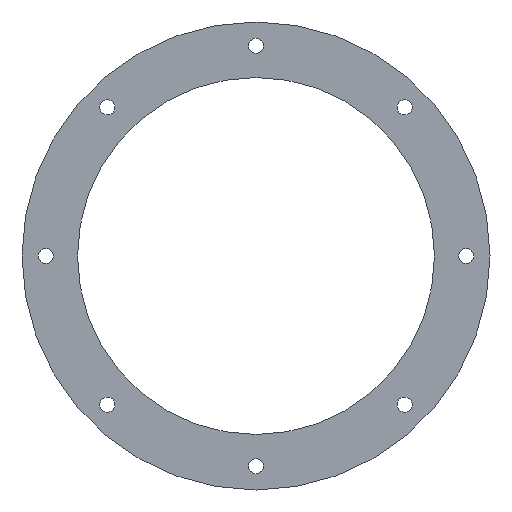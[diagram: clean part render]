
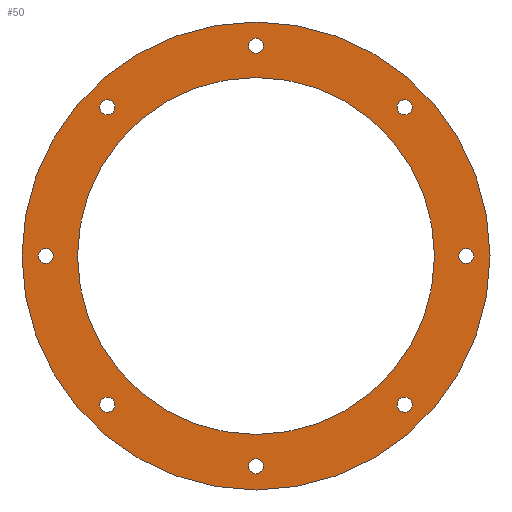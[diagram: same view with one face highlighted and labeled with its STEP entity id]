
A CAD part, left-side view. The second image highlights one B-rep face of the part: STEP entity #50.
In plain terms, the highlighted planar face has unit normal (-1, 0, 0).
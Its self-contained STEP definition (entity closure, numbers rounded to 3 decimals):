
#50 = ADVANCED_FACE( '', ( #105, #106, #107, #108, #109, #110, #111, #112, #113, #114 ), #115, .T. );
#105 = FACE_BOUND( '', #176, .T. );
#106 = FACE_BOUND( '', #177, .T. );
#107 = FACE_BOUND( '', #178, .T. );
#108 = FACE_BOUND( '', #179, .T. );
#109 = FACE_BOUND( '', #180, .T. );
#110 = FACE_BOUND( '', #181, .T. );
#111 = FACE_BOUND( '', #182, .T. );
#112 = FACE_BOUND( '', #183, .T. );
#113 = FACE_BOUND( '', #184, .T. );
#114 = FACE_OUTER_BOUND( '', #185, .T. );
#115 = PLANE( '', #186 );
#176 = EDGE_LOOP( '', ( #255 ) );
#177 = EDGE_LOOP( '', ( #256 ) );
#178 = EDGE_LOOP( '', ( #257 ) );
#179 = EDGE_LOOP( '', ( #258 ) );
#180 = EDGE_LOOP( '', ( #259 ) );
#181 = EDGE_LOOP( '', ( #260 ) );
#182 = EDGE_LOOP( '', ( #261 ) );
#183 = EDGE_LOOP( '', ( #262 ) );
#184 = EDGE_LOOP( '', ( #263 ) );
#185 = EDGE_LOOP( '', ( #264 ) );
#186 = AXIS2_PLACEMENT_3D( '', #265, #266, #267 );
#255 = ORIENTED_EDGE( '', *, *, #302, .T. );
#256 = ORIENTED_EDGE( '', *, *, #314, .T. );
#257 = ORIENTED_EDGE( '', *, *, #320, .T. );
#258 = ORIENTED_EDGE( '', *, *, #308, .T. );
#259 = ORIENTED_EDGE( '', *, *, #311, .T. );
#260 = ORIENTED_EDGE( '', *, *, #322, .T. );
#261 = ORIENTED_EDGE( '', *, *, #323, .T. );
#262 = ORIENTED_EDGE( '', *, *, #305, .T. );
#263 = ORIENTED_EDGE( '', *, *, #324, .T. );
#264 = ORIENTED_EDGE( '', *, *, #316, .F. );
#265 = CARTESIAN_POINT( '', ( 0., 147.5, 0. ) );
#266 = DIRECTION( '', ( -1., 0., 0. ) );
#267 = DIRECTION( '', ( 0., 0., 1. ) );
#302 = EDGE_CURVE( '', #335, #335, #336, .T. );
#305 = EDGE_CURVE( '', #340, #340, #341, .T. );
#308 = EDGE_CURVE( '', #345, #345, #346, .T. );
#311 = EDGE_CURVE( '', #350, #350, #351, .T. );
#314 = EDGE_CURVE( '', #355, #355, #356, .T. );
#316 = EDGE_CURVE( '', #358, #358, #359, .T. );
#320 = EDGE_CURVE( '', #365, #365, #366, .T. );
#322 = EDGE_CURVE( '', #368, #368, #369, .T. );
#323 = EDGE_CURVE( '', #370, #370, #371, .T. );
#324 = EDGE_CURVE( '', #372, #372, #373, .T. );
#335 = VERTEX_POINT( '', #387 );
#336 = CIRCLE( '', #388, 112.5 );
#340 = VERTEX_POINT( '', #392 );
#341 = CIRCLE( '', #393, 4.75 );
#345 = VERTEX_POINT( '', #397 );
#346 = CIRCLE( '', #398, 4.75 );
#350 = VERTEX_POINT( '', #402 );
#351 = CIRCLE( '', #403, 4.75 );
#355 = VERTEX_POINT( '', #407 );
#356 = CIRCLE( '', #408, 4.75 );
#358 = VERTEX_POINT( '', #410 );
#359 = CIRCLE( '', #411, 147.5 );
#365 = VERTEX_POINT( '', #417 );
#366 = CIRCLE( '', #418, 4.75 );
#368 = VERTEX_POINT( '', #420 );
#369 = CIRCLE( '', #421, 4.75 );
#370 = VERTEX_POINT( '', #422 );
#371 = CIRCLE( '', #423, 4.75 );
#372 = VERTEX_POINT( '', #424 );
#373 = CIRCLE( '', #425, 4.75 );
#387 = CARTESIAN_POINT( '', ( 0., 0., -112.5 ) );
#388 = AXIS2_PLACEMENT_3D( '', #439, #440, #441 );
#392 = CARTESIAN_POINT( '', ( 0., 93.692, 88.942 ) );
#393 = AXIS2_PLACEMENT_3D( '', #445, #446, #447 );
#397 = CARTESIAN_POINT( '', ( 0., -93.692, -98.442 ) );
#398 = AXIS2_PLACEMENT_3D( '', #451, #452, #453 );
#402 = CARTESIAN_POINT( '', ( 0., -132.5, -4.75 ) );
#403 = AXIS2_PLACEMENT_3D( '', #457, #458, #459 );
#407 = CARTESIAN_POINT( '', ( 0., 132.5, -4.75 ) );
#408 = AXIS2_PLACEMENT_3D( '', #463, #464, #465 );
#410 = CARTESIAN_POINT( '', ( 0., 0., -147.5 ) );
#411 = AXIS2_PLACEMENT_3D( '', #466, #467, #468 );
#417 = CARTESIAN_POINT( '', ( 0., 0., -137.25 ) );
#418 = AXIS2_PLACEMENT_3D( '', #475, #476, #477 );
#420 = CARTESIAN_POINT( '', ( 0., -93.692, 88.942 ) );
#421 = AXIS2_PLACEMENT_3D( '', #478, #479, #480 );
#422 = CARTESIAN_POINT( '', ( 0., 0., 127.75 ) );
#423 = AXIS2_PLACEMENT_3D( '', #481, #482, #483 );
#424 = CARTESIAN_POINT( '', ( 0., 93.692, -98.442 ) );
#425 = AXIS2_PLACEMENT_3D( '', #484, #485, #486 );
#439 = CARTESIAN_POINT( '', ( 0., 0., 0. ) );
#440 = DIRECTION( '', ( 1., 0., 0. ) );
#441 = DIRECTION( '', ( 0., 0., -1. ) );
#445 = CARTESIAN_POINT( '', ( 0., 93.692, 93.692 ) );
#446 = DIRECTION( '', ( 1., 0., 0. ) );
#447 = DIRECTION( '', ( 0., 0., -1. ) );
#451 = CARTESIAN_POINT( '', ( 0., -93.692, -93.692 ) );
#452 = DIRECTION( '', ( 1., 0., 0. ) );
#453 = DIRECTION( '', ( 0., 0., -1. ) );
#457 = CARTESIAN_POINT( '', ( 0., -132.5, 0. ) );
#458 = DIRECTION( '', ( 1., 0., 0. ) );
#459 = DIRECTION( '', ( 0., 0., -1. ) );
#463 = CARTESIAN_POINT( '', ( 0., 132.5, 0. ) );
#464 = DIRECTION( '', ( 1., 0., 0. ) );
#465 = DIRECTION( '', ( 0., 0., -1. ) );
#466 = CARTESIAN_POINT( '', ( 0., 0., 0. ) );
#467 = DIRECTION( '', ( 1., 0., 0. ) );
#468 = DIRECTION( '', ( 0., 0., -1. ) );
#475 = CARTESIAN_POINT( '', ( 0., 0., -132.5 ) );
#476 = DIRECTION( '', ( 1., 0., 0. ) );
#477 = DIRECTION( '', ( 0., 0., -1. ) );
#478 = CARTESIAN_POINT( '', ( 0., -93.692, 93.692 ) );
#479 = DIRECTION( '', ( 1., 0., 0. ) );
#480 = DIRECTION( '', ( 0., 0., -1. ) );
#481 = CARTESIAN_POINT( '', ( 0., 0., 132.5 ) );
#482 = DIRECTION( '', ( 1., 0., 0. ) );
#483 = DIRECTION( '', ( 0., 0., -1. ) );
#484 = CARTESIAN_POINT( '', ( 0., 93.692, -93.692 ) );
#485 = DIRECTION( '', ( 1., 0., 0. ) );
#486 = DIRECTION( '', ( 0., 0., -1. ) );
